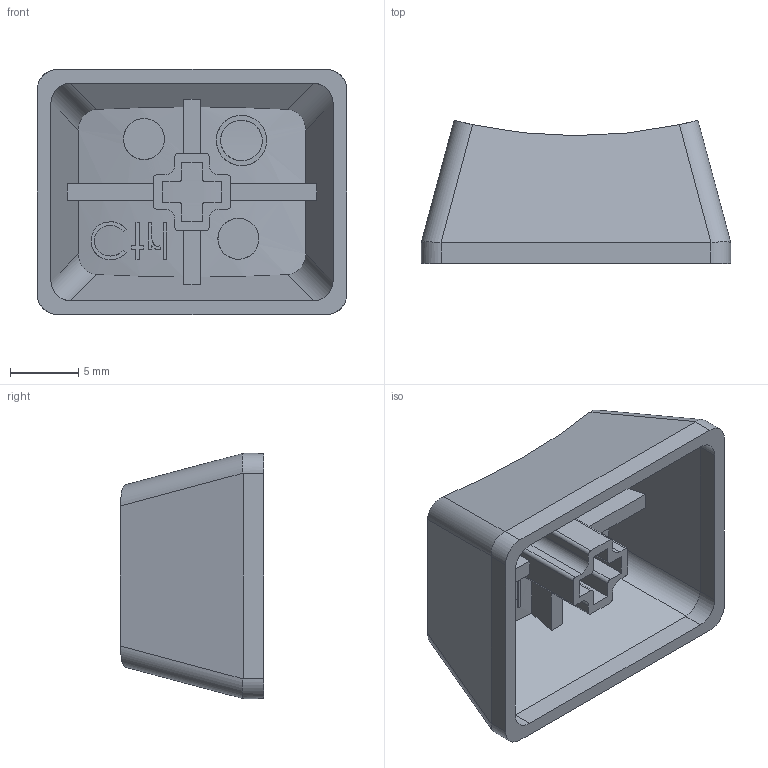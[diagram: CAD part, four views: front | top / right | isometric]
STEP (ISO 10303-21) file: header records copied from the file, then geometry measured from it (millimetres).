
FILE_DESCRIPTION (( 'STEP AP214' ), '1' );
FILE_NAME ('MX_Ctrl(Win)(Alt).STEP', '2020-03-12T06:26:43', ( '' ), ( '' ), 'SwSTEP 2.0', 'SolidWorks 2019', '' );
FILE_SCHEMA (( 'AUTOMOTIVE_DESIGN' ));
Length unit declared in the file: millimetre
Products named in the file (1): MX_Ctrl(Win)(Alt)
Bounding box: 22.72 x 10.5 x 18 mm (x, y, z)
Volume: 1096.2 mm3; surface area: 2175.4 mm2
Topology: 1 solids, 1 shells, 150 faces, 414 edges, 276 vertices
Faces by surface type: plane 85, cylinder 43, bspline 22
Entity records: 6630 total; most frequent: CARTESIAN_POINT 2638, ORIENTED_EDGE 828, DIRECTION 623, EDGE_CURVE 414, VERTEX_POINT 276, VECTOR 253, LINE 253, AXIS2_PLACEMENT_3D 185
